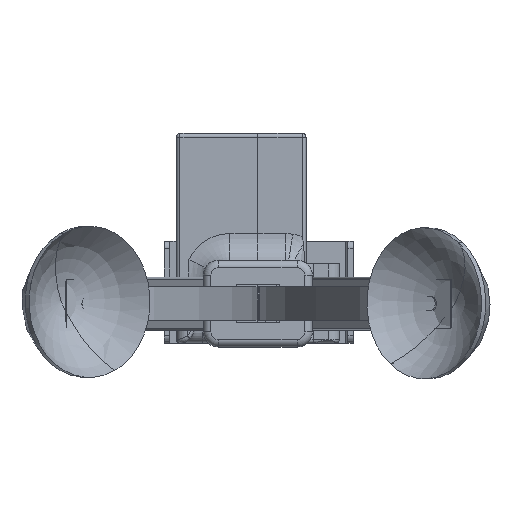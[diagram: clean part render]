
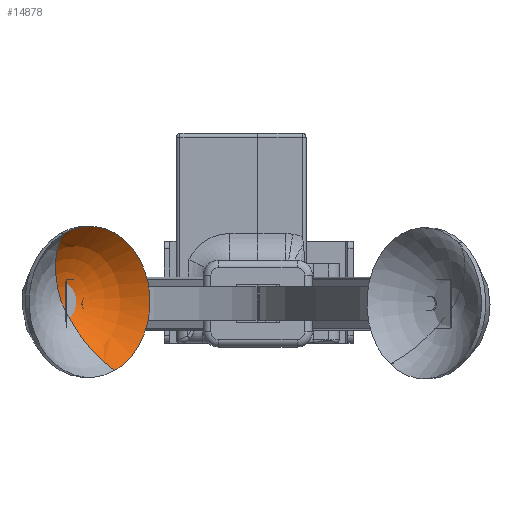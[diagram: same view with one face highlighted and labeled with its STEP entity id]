
A CAD part, front view. The second image highlights one B-rep face of the part: STEP entity #14878.
In plain terms, the highlighted toroidal (fillet/blend) face has major radius 2.358 mm and minor radius 26.149 mm.
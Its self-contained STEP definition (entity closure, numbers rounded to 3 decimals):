
#916 = CARTESIAN_POINT ( 'NONE',  ( -44.769, -233.658, -2.543 ) ) ;
#984 = AXIS2_PLACEMENT_3D ( 'NONE', #15015, #3300, #7925 ) ;
#1238 = DIRECTION ( 'NONE',  ( 0.726, 0.545, 0.42 ) ) ;
#2000 = TOROIDAL_SURFACE ( 'NONE', #3335, -2.358, 26.149 ) ;
#2354 = VERTEX_POINT ( 'NONE', #10250 ) ;
#2516 = EDGE_CURVE ( 'NONE', #2354, #7582, #8490, .T. ) ;
#2888 = CARTESIAN_POINT ( 'NONE',  ( -52.258, -223.672, -2.543 ) ) ;
#3091 = CARTESIAN_POINT ( 'NONE',  ( -36.632, -244.507, -2.543 ) ) ;
#3300 = DIRECTION ( 'NONE',  ( -0.726, -0.545, -0.42 ) ) ;
#3335 = AXIS2_PLACEMENT_3D ( 'NONE', #3091, #10126, #11393 ) ;
#3553 = DIRECTION ( 'NONE',  ( -0.336, -0.252, 0.908 ) ) ;
#4282 = AXIS2_PLACEMENT_3D ( 'NONE', #916, #7075, #3553 ) ;
#4976 = AXIS2_PLACEMENT_3D ( 'NONE', #8266, #1238, #11735 ) ;
#7075 = DIRECTION ( 'NONE',  ( -0.6, 0.8, 0. ) ) ;
#7249 = EDGE_CURVE ( 'NONE', #8734, #2354, #7698, .T. ) ;
#7582 = VERTEX_POINT ( 'NONE', #2888 ) ;
#7698 = CIRCLE ( 'NONE', #4282, 20. ) ;
#7925 = DIRECTION ( 'NONE',  ( 0.6, -0.8, 0. ) ) ;
#7955 = CARTESIAN_POINT ( 'NONE',  ( -51.487, -238.696, 15.608 ) ) ;
#8266 = CARTESIAN_POINT ( 'NONE',  ( -37.424, -245.101, -0.403 ) ) ;
#8385 = EDGE_CURVE ( 'NONE', #8734, #7582, #13091, .T. ) ;
#8490 = CIRCLE ( 'NONE', #4976, 26.149 ) ;
#8734 = VERTEX_POINT ( 'NONE', #7955 ) ;
#10023 = FACE_OUTER_BOUND ( 'NONE', #12238, .T. ) ;
#10050 = ORIENTED_EDGE ( 'NONE', *, *, #7249, .F. ) ;
#10126 = DIRECTION ( 'NONE',  ( -0.6, 0.8, 0. ) ) ;
#10217 = ORIENTED_EDGE ( 'NONE', *, *, #2516, .F. ) ;
#10250 = CARTESIAN_POINT ( 'NONE',  ( -38.051, -228.619, -20.695 ) ) ;
#11100 = ORIENTED_EDGE ( 'NONE', *, *, #8385, .T. ) ;
#11393 = DIRECTION ( 'NONE',  ( -0.336, -0.252, 0.908 ) ) ;
#11735 = DIRECTION ( 'NONE',  ( -0.6, 0.8, 0. ) ) ;
#12238 = EDGE_LOOP ( 'NONE', ( #10217, #10050, #11100 ) ) ;
#13091 = CIRCLE ( 'NONE', #984, 26.149 ) ;
#14878 = ADVANCED_FACE ( 'NONE', ( #10023 ), #2000, .F. ) ;
#15015 = CARTESIAN_POINT ( 'NONE',  ( -35.84, -243.913, -4.683 ) ) ;
